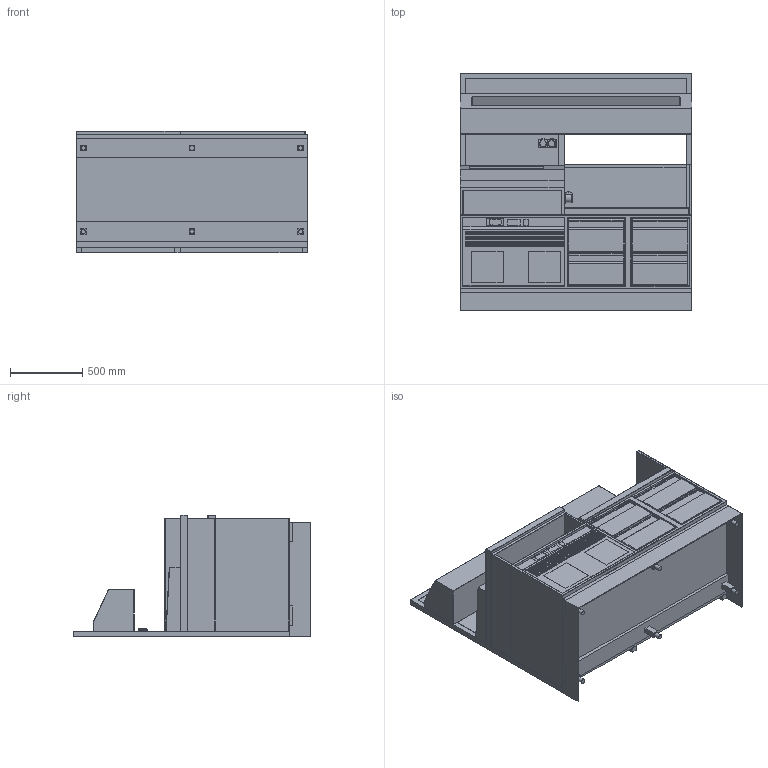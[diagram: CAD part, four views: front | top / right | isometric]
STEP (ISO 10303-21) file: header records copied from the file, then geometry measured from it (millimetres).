
FILE_DESCRIPTION(/* description */ ('vereinfachtes Modell '),/* implementation_level */ '2;1');
FILE_NAME(/* name */ '3D-AKE-00025996.stp',/* time_stamp */ '2023-06-20T10:59:47+02:00',/* author */ ('julian.lux'),/* organization */ (''),/* preprocessor_version */ 'ST-DEVELOPER v18.1',/* originating_system */ 'Autodesk Inventor 2020',/* authorisation */ '');
FILE_SCHEMA (('AUTOMOTIVE_DESIGN { 1 0 10303 214 3 1 1 }'));
Length unit declared in the file: millimetre
Products named in the file (1): 3D-AKE-00025996
Bounding box: 1600 x 1640 x 840 mm (x, y, z)
Volume: 540650631.6 mm3; surface area: 22706882.1 mm2
Topology: 42 solids, 42 shells, 1213 faces, 3070 edges, 1948 vertices
Faces by surface type: plane 599, cylinder 521, sphere 61, torus 24, bspline 8
Full cylindrical faces by diameter (mm): 3 x2, 30 x6, 61 x2
Entity records: 37176 total; most frequent: CARTESIAN_POINT 6608, DIRECTION 6505, ORIENTED_EDGE 6128, EDGE_CURVE 3064, AXIS2_PLACEMENT_3D 2248, LINE 2009, VECTOR 2009, VERTEX_POINT 1948
